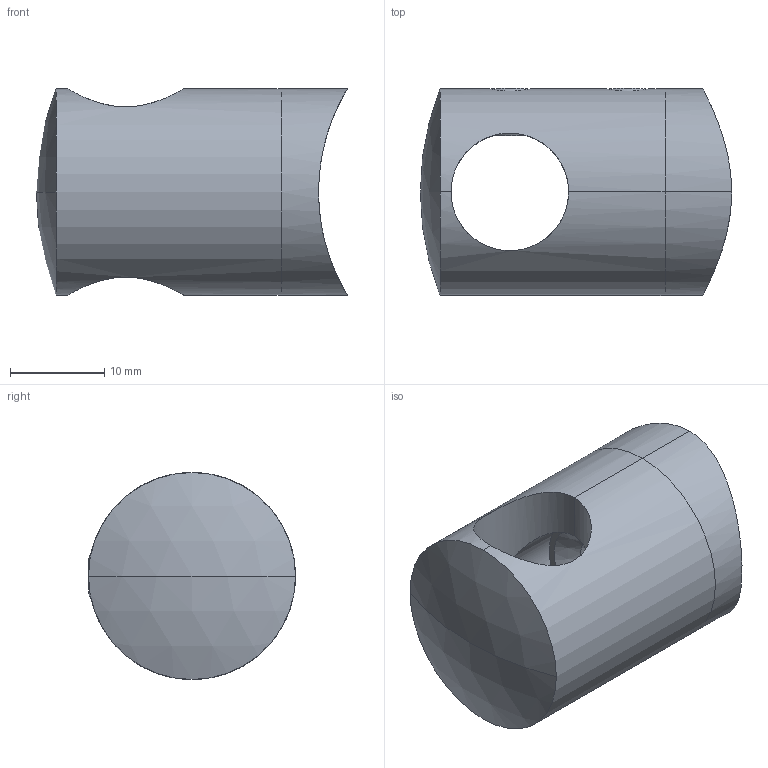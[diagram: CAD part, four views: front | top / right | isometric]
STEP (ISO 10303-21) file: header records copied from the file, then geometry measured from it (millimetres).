
FILE_DESCRIPTION (( 'STEP AP203' ), '1' );
FILE_NAME ('0100000000001723_62_A_0830-042.STEP', '2020-08-21T04:50:02', ( '' ), ( '' ), 'SwSTEP 2.0', 'SolidWorks 2019', '' );
FILE_SCHEMA (( 'CONFIG_CONTROL_DESIGN' ));
Length unit declared in the file: millimetre
Products named in the file (5): 0100000000001723_67_A_0830-042.P1; 0100000000001723_68_A_0830-042.P2; 0100000000001723_62_A_0830-042; DIN 914_SKRUTKA M 5X 5; SKRUTKA DIN 913_SKRUTKA M 5X 5
Assembly tree (4 placements, depth 2):
  0100000000001723_62_A_0830-042
    0100000000001723_67_A_0830-042.P1
    0100000000001723_68_A_0830-042.P2
    SKRUTKA DIN 913_SKRUTKA M 5X 5
    DIN 914_SKRUTKA M 5X 5
Bounding box: 33.08 x 22 x 22 mm (x, y, z)
Volume: 7317.8 mm3; surface area: 5249.4 mm2
Topology: 4 solids, 4 shells, 67 faces, 156 edges, 97 vertices
Faces by surface type: cylinder 25, plane 22, cone 14, bspline 4, sphere 2
Entity records: 5350 total; most frequent: CARTESIAN_POINT 3324, ORIENTED_EDGE 312, DIRECTION 309, EDGE_CURVE 156, AXIS2_PLACEMENT_3D 116, VERTEX_POINT 97, EDGE_LOOP 77, VECTOR 77
